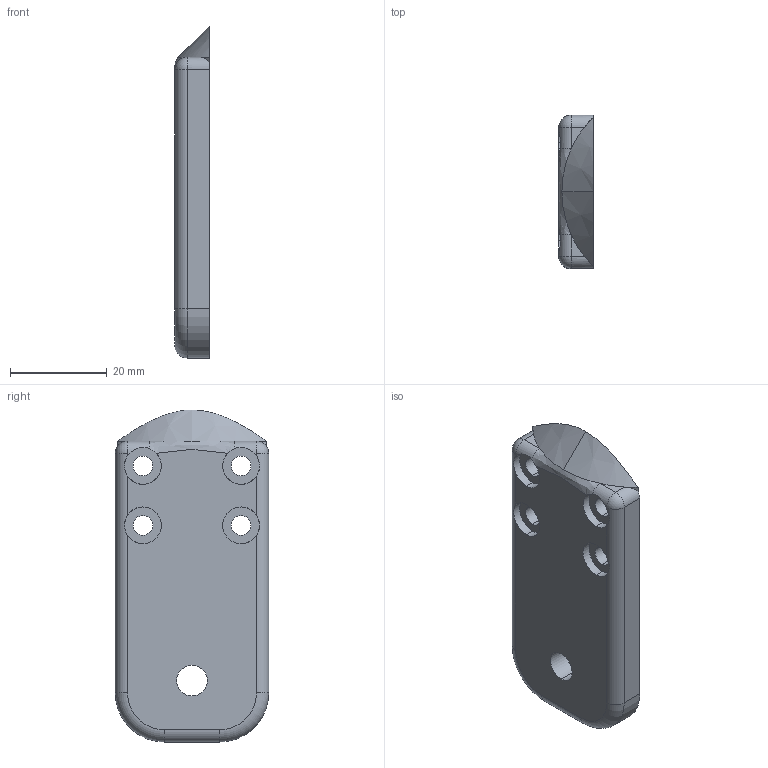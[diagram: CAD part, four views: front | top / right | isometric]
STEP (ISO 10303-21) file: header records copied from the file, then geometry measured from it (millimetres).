
FILE_DESCRIPTION (( 'STEP AP203' ), '1' );
FILE_NAME ('J5 Clevis Right Arm.STEP', '2016-07-29T00:23:49', ( '' ), ( '' ), 'SwSTEP 2.0', 'SolidWorks 2015', '' );
FILE_SCHEMA (( 'CONFIG_CONTROL_DESIGN' ));
Length unit declared in the file: inch
Products named in the file (1): J5 Clevis Right Arm
Bounding box: 7.11 x 31.75 x 68.71 mm (x, y, z)
Volume: 13007.9 mm3; surface area: 5529.1 mm2
Topology: 1 solids, 1 shells, 49 faces, 129 edges, 80 vertices
Faces by surface type: cylinder 29, plane 13, cone 2, torus 2, sphere 2, bspline 1
Entity records: 1784 total; most frequent: CARTESIAN_POINT 461, DIRECTION 276, ORIENTED_EDGE 254, EDGE_CURVE 127, AXIS2_PLACEMENT_3D 115, VERTEX_POINT 80, CIRCLE 66, EDGE_LOOP 59
